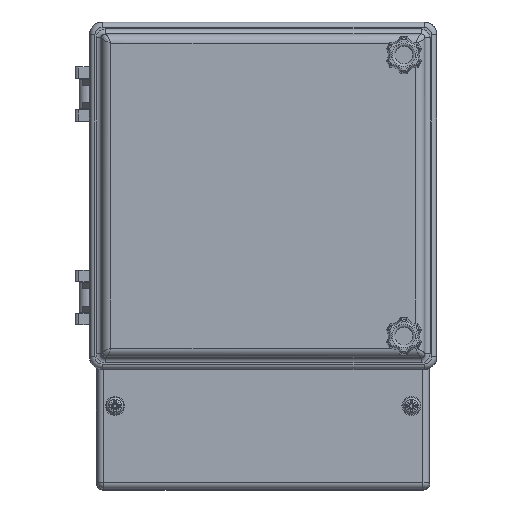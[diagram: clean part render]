
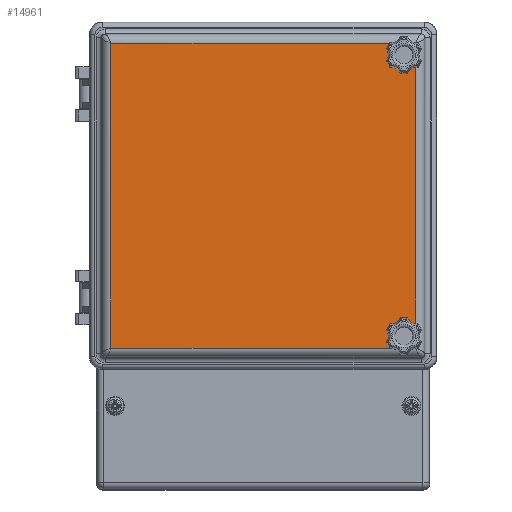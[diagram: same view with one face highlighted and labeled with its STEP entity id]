
A CAD part, top view. The second image highlights one B-rep face of the part: STEP entity #14961.
In plain terms, the highlighted planar face has unit normal (0, 0, 1).
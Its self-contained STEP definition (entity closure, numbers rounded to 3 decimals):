
#1719=LINE('',#25641,#2929);
#1721=LINE('',#25667,#2931);
#1722=LINE('',#25690,#2932);
#1723=LINE('',#25702,#2933);
#2929=VECTOR('',#20108,10.);
#2931=VECTOR('',#20112,10.);
#2932=VECTOR('',#20115,10.);
#2933=VECTOR('',#20118,10.);
#3544=PLANE('',#16422);
#3740=FACE_BOUND('',#5445,.T.);
#3741=FACE_BOUND('',#5446,.T.);
#4409=FACE_OUTER_BOUND('',#5444,.T.);
#5444=EDGE_LOOP('',(#13007,#13008,#13009,#13010));
#5445=EDGE_LOOP('',(#13011));
#5446=EDGE_LOOP('',(#13012));
#6083=CIRCLE('',#16259,3.2);
#6085=CIRCLE('',#16263,3.2);
#7370=VERTEX_POINT('',#24969);
#7372=VERTEX_POINT('',#24975);
#7463=VERTEX_POINT('',#25617);
#7465=VERTEX_POINT('',#25630);
#7468=VERTEX_POINT('',#25656);
#7469=VERTEX_POINT('',#25679);
#9170=EDGE_CURVE('',#7370,#7370,#6083,.T.);
#9172=EDGE_CURVE('',#7372,#7372,#6085,.T.);
#9339=EDGE_CURVE('',#7465,#7463,#1719,.T.);
#9343=EDGE_CURVE('',#7468,#7465,#1721,.T.);
#9346=EDGE_CURVE('',#7469,#7468,#1722,.T.);
#9348=EDGE_CURVE('',#7463,#7469,#1723,.T.);
#13007=ORIENTED_EDGE('',*,*,#9339,.F.);
#13008=ORIENTED_EDGE('',*,*,#9343,.F.);
#13009=ORIENTED_EDGE('',*,*,#9346,.F.);
#13010=ORIENTED_EDGE('',*,*,#9348,.F.);
#13011=ORIENTED_EDGE('',*,*,#9170,.T.);
#13012=ORIENTED_EDGE('',*,*,#9172,.T.);
#14961=ADVANCED_FACE('',(#4409,#3740,#3741),#3544,.T.);
#16259=AXIS2_PLACEMENT_3D('',#24970,#19724,#19725);
#16263=AXIS2_PLACEMENT_3D('',#24976,#19732,#19733);
#16422=AXIS2_PLACEMENT_3D('',#25911,#20129,#20130);
#19724=DIRECTION('center_axis',(0.,0.,-1.));
#19725=DIRECTION('ref_axis',(-1.,0.,0.));
#19732=DIRECTION('center_axis',(0.,0.,-1.));
#19733=DIRECTION('ref_axis',(-1.,0.,0.));
#20108=DIRECTION('',(-1.,0.,0.));
#20112=DIRECTION('',(0.,-1.,0.));
#20115=DIRECTION('',(1.,0.,0.));
#20118=DIRECTION('',(0.,1.,0.));
#20129=DIRECTION('center_axis',(0.,0.,1.));
#20130=DIRECTION('ref_axis',(1.,0.,0.));
#24969=CARTESIAN_POINT('',(-51.8,55.,22.7));
#24970=CARTESIAN_POINT('Origin',(-55.,55.,22.7));
#24975=CARTESIAN_POINT('',(-51.8,-55.,22.7));
#24976=CARTESIAN_POINT('Origin',(-55.,-55.,22.7));
#25617=CARTESIAN_POINT('',(-59.664,-59.664,22.7));
#25630=CARTESIAN_POINT('',(59.664,-59.664,22.7));
#25641=CARTESIAN_POINT('',(30.911,-59.664,22.7));
#25656=CARTESIAN_POINT('',(59.664,59.664,22.7));
#25667=CARTESIAN_POINT('',(59.664,30.911,22.7));
#25679=CARTESIAN_POINT('',(-59.664,59.664,22.7));
#25690=CARTESIAN_POINT('',(-30.911,59.664,22.7));
#25702=CARTESIAN_POINT('',(-59.664,-30.911,22.7));
#25911=CARTESIAN_POINT('Origin',(0.,0.,
22.7));
